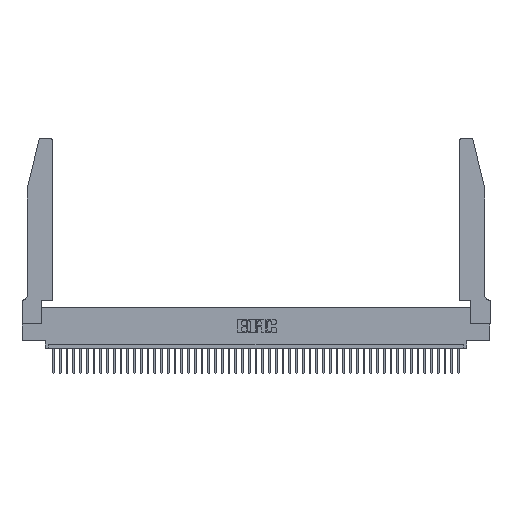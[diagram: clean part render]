
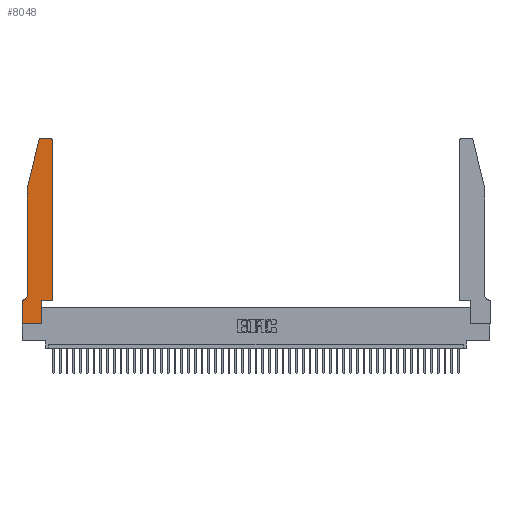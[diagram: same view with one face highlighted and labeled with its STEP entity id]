
A CAD part, top view. The second image highlights one B-rep face of the part: STEP entity #8048.
In plain terms, the highlighted planar face has unit normal (0, 0, 1).
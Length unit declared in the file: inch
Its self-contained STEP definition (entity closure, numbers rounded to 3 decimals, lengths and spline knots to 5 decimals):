
#52 = VECTOR ( 'NONE', #46232, 39.37008 ) ;
#106 = LINE ( 'NONE', #38343, #52 ) ;
#900 = VECTOR ( 'NONE', #12657, 39.37008 ) ;
#1876 = VECTOR ( 'NONE', #3295, 39.37008 ) ;
#2019 = CARTESIAN_POINT ( 'NONE',  ( 0.2865, 0.35, 0.37 ) ) ;
#2184 = CARTESIAN_POINT ( 'NONE',  ( 0.0055, 0.42, 0.37 ) ) ;
#2699 = CARTESIAN_POINT ( 'NONE',  ( 0.4505, 2.72, 0.37 ) ) ;
#3201 = VECTOR ( 'NONE', #26751, 39.37008 ) ;
#3295 = DIRECTION ( 'NONE',  ( 1., 0., 0. ) ) ;
#3872 = VECTOR ( 'NONE', #5437, 39.37008 ) ;
#4078 = VERTEX_POINT ( 'NONE', #19775 ) ;
#4088 = ORIENTED_EDGE ( 'NONE', *, *, #28310, .T. ) ;
#4878 = CIRCLE ( 'NONE', #17372, 0.03 ) ;
#5437 = DIRECTION ( 'NONE',  ( 0., 1., 0. ) ) ;
#6757 = CARTESIAN_POINT ( 'NONE',  ( 0.284, 2.72, 0.37 ) ) ;
#7139 = EDGE_CURVE ( 'NONE', #20307, #33824, #29346, .T. ) ;
#7467 = DIRECTION ( 'NONE',  ( 0., 0., 1. ) ) ;
#8048 = ADVANCED_FACE ( 'NONE', ( #28775 ), #34931, .T. ) ;
#8066 = CARTESIAN_POINT ( 'NONE',  ( 0.25487, 2.72718, 0.37 ) ) ;
#8246 = DIRECTION ( 'NONE',  ( 0., 0., 1. ) ) ;
#8516 = CARTESIAN_POINT ( 'NONE',  ( 0.0055, 0.35, 0.37 ) ) ;
#9015 = DIRECTION ( 'NONE',  ( 0., 1., 0. ) ) ;
#9056 = ORIENTED_EDGE ( 'NONE', *, *, #33030, .T. ) ;
#10092 = VECTOR ( 'NONE', #40319, 39.37008 ) ;
#10445 = EDGE_CURVE ( 'NONE', #4078, #36881, #15158, .T. ) ;
#10717 = CARTESIAN_POINT ( 'NONE',  ( 0.2865, 0., 0.37 ) ) ;
#12509 = ORIENTED_EDGE ( 'NONE', *, *, #10445, .T. ) ;
#12554 = LINE ( 'NONE', #31368, #900 ) ;
#12657 = DIRECTION ( 'NONE',  ( 0., -1., 0. ) ) ;
#12674 = DIRECTION ( 'NONE',  ( 1., 0., 0. ) ) ;
#13149 = CARTESIAN_POINT ( 'NONE',  ( 0.284, 2.75, 0.37 ) ) ;
#13417 = AXIS2_PLACEMENT_3D ( 'NONE', #45106, #7467, #41636 ) ;
#13710 = CARTESIAN_POINT ( 'NONE',  ( 0.0755, 2., 0.37 ) ) ;
#13793 = DIRECTION ( 'NONE',  ( 1., 0., 0. ) ) ;
#13797 = EDGE_CURVE ( 'NONE', #35491, #25574, #47475, .T. ) ;
#13918 = DIRECTION ( 'NONE',  ( -1., 0., 0. ) ) ;
#14377 = CARTESIAN_POINT ( 'NONE',  ( 0., 0., 0.37 ) ) ;
#14787 = VECTOR ( 'NONE', #21997, 39.37008 ) ;
#15158 = LINE ( 'NONE', #46344, #34327 ) ;
#17372 = AXIS2_PLACEMENT_3D ( 'NONE', #6757, #25057, #13793 ) ;
#17818 = LINE ( 'NONE', #45666, #3201 ) ;
#19159 = CARTESIAN_POINT ( 'NONE',  ( 0.2865, 0.35, 0.37 ) ) ;
#19263 = ORIENTED_EDGE ( 'NONE', *, *, #38861, .T. ) ;
#19419 = CARTESIAN_POINT ( 'NONE',  ( 0.0755, 2., 0.37 ) ) ;
#19529 = AXIS2_PLACEMENT_3D ( 'NONE', #2184, #39619, #13918 ) ;
#19775 = CARTESIAN_POINT ( 'NONE',  ( 0.4505, 0.35, 0.37 ) ) ;
#20307 = VERTEX_POINT ( 'NONE', #33260 ) ;
#20542 = ORIENTED_EDGE ( 'NONE', *, *, #7139, .T. ) ;
#21059 = EDGE_CURVE ( 'NONE', #35680, #30310, #12554, .T. ) ;
#21714 = CARTESIAN_POINT ( 'NONE',  ( 0., 0., 0.37 ) ) ;
#21997 = DIRECTION ( 'NONE',  ( 0., -1., 0. ) ) ;
#22816 = EDGE_CURVE ( 'NONE', #30310, #30590, #37932, .T. ) ;
#24816 = EDGE_CURVE ( 'NONE', #36881, #20307, #31346, .T. ) ;
#24974 = ORIENTED_EDGE ( 'NONE', *, *, #21059, .T. ) ;
#25057 = DIRECTION ( 'NONE',  ( 0., 0., 1. ) ) ;
#25339 = CARTESIAN_POINT ( 'NONE',  ( 0.2605, 2.75, 0.37 ) ) ;
#25574 = VERTEX_POINT ( 'NONE', #28866 ) ;
#26138 = VERTEX_POINT ( 'NONE', #8516 ) ;
#26401 = VERTEX_POINT ( 'NONE', #8066 ) ;
#26751 = DIRECTION ( 'NONE',  ( 1., 0., 0. ) ) ;
#27377 = ORIENTED_EDGE ( 'NONE', *, *, #43493, .T. ) ;
#27465 = ORIENTED_EDGE ( 'NONE', *, *, #13797, .T. ) ;
#27887 = ORIENTED_EDGE ( 'NONE', *, *, #22816, .T. ) ;
#28310 = EDGE_CURVE ( 'NONE', #26401, #35491, #39796, .T. ) ;
#28775 = FACE_OUTER_BOUND ( 'NONE', #29411, .T. ) ;
#28866 = CARTESIAN_POINT ( 'NONE',  ( 0.0755, 0.42, 0.37 ) ) ;
#29171 = CARTESIAN_POINT ( 'NONE',  ( 0., 0.35, 0.37 ) ) ;
#29346 = LINE ( 'NONE', #25339, #10092 ) ;
#29411 = EDGE_LOOP ( 'NONE', ( #20542, #19263, #4088, #27465, #9056, #43224, #24974, #27887, #27377, #30205, #12509, #36038 ) ) ;
#30205 = ORIENTED_EDGE ( 'NONE', *, *, #45249, .T. ) ;
#30310 = VERTEX_POINT ( 'NONE', #14377 ) ;
#30590 = VERTEX_POINT ( 'NONE', #10717 ) ;
#31269 = DIRECTION ( 'NONE',  ( -0.239, -0.971, 0. ) ) ;
#31346 = CIRCLE ( 'NONE', #13417, 0.03 ) ;
#31368 = CARTESIAN_POINT ( 'NONE',  ( 0., 0., 0.37 ) ) ;
#33030 = EDGE_CURVE ( 'NONE', #25574, #26138, #36533, .T. ) ;
#33260 = CARTESIAN_POINT ( 'NONE',  ( 0.4205, 2.75, 0.37 ) ) ;
#33619 = EDGE_CURVE ( 'NONE', #26138, #35680, #106, .T. ) ;
#33824 = VERTEX_POINT ( 'NONE', #13149 ) ;
#34327 = VECTOR ( 'NONE', #9015, 39.37008 ) ;
#34931 = PLANE ( 'NONE',  #36798 ) ;
#35491 = VERTEX_POINT ( 'NONE', #13710 ) ;
#35680 = VERTEX_POINT ( 'NONE', #29171 ) ;
#36038 = ORIENTED_EDGE ( 'NONE', *, *, #24816, .T. ) ;
#36533 = CIRCLE ( 'NONE', #19529, 0.07 ) ;
#36798 = AXIS2_PLACEMENT_3D ( 'NONE', #46252, #8246, #12674 ) ;
#36881 = VERTEX_POINT ( 'NONE', #2699 ) ;
#37932 = LINE ( 'NONE', #21714, #1876 ) ;
#38343 = CARTESIAN_POINT ( 'NONE',  ( 0.0755, 0.35, 0.37 ) ) ;
#38815 = LINE ( 'NONE', #2019, #3872 ) ;
#38861 = EDGE_CURVE ( 'NONE', #33824, #26401, #4878, .T. ) ;
#39619 = DIRECTION ( 'NONE',  ( 0., 0., -1. ) ) ;
#39796 = LINE ( 'NONE', #19419, #47425 ) ;
#40319 = DIRECTION ( 'NONE',  ( -1., 0., 0. ) ) ;
#41636 = DIRECTION ( 'NONE',  ( 1., 0., 0. ) ) ;
#42886 = VERTEX_POINT ( 'NONE', #19159 ) ;
#43224 = ORIENTED_EDGE ( 'NONE', *, *, #33619, .T. ) ;
#43493 = EDGE_CURVE ( 'NONE', #30590, #42886, #38815, .T. ) ;
#44643 = CARTESIAN_POINT ( 'NONE',  ( 0.0755, 2., 0.37 ) ) ;
#45106 = CARTESIAN_POINT ( 'NONE',  ( 0.4205, 2.72, 0.37 ) ) ;
#45249 = EDGE_CURVE ( 'NONE', #42886, #4078, #17818, .T. ) ;
#45666 = CARTESIAN_POINT ( 'NONE',  ( 0.4505, 0.35, 0.37 ) ) ;
#46232 = DIRECTION ( 'NONE',  ( -1., 0., 0. ) ) ;
#46252 = CARTESIAN_POINT ( 'NONE',  ( 0., 0.35, 0.37 ) ) ;
#46344 = CARTESIAN_POINT ( 'NONE',  ( 0.4505, 0.35, 0.37 ) ) ;
#47425 = VECTOR ( 'NONE', #31269, 39.37008 ) ;
#47475 = LINE ( 'NONE', #44643, #14787 ) ;
